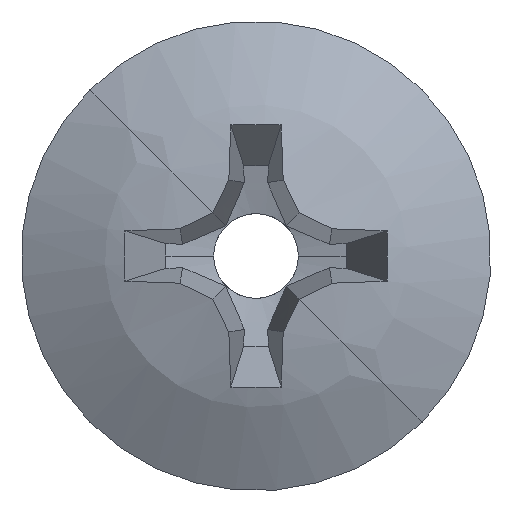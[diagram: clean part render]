
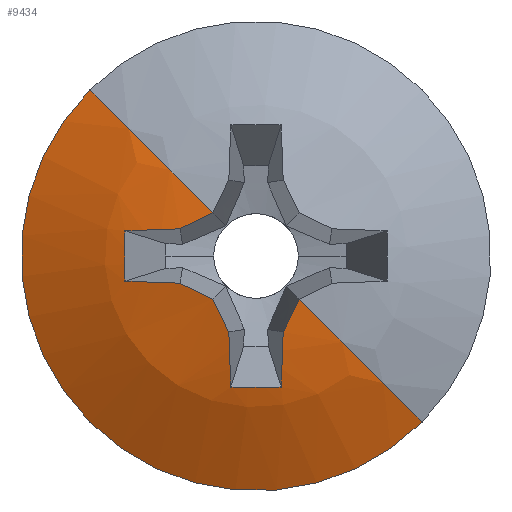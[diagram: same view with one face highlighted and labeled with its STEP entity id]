
A CAD part, left-side view. The second image highlights one B-rep face of the part: STEP entity #9434.
In plain terms, the highlighted spherical face has radius 3.842 mm.
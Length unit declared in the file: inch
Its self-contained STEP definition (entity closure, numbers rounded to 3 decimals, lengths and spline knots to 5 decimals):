
#4269=CARTESIAN_POINT('',(0.0911,0.00973,
0.00973));
#4270=DIRECTION('',(-0.155,0.699,0.699));
#4271=DIRECTION('',(-0.943,0.106,-0.316));
#4272=AXIS2_PLACEMENT_3D('',#4269,#4270,#4271);
#4274=CARTESIAN_POINT('',(-0.05655,0.,-0.02088));
#4275=CARTESIAN_POINT('',(-0.05649,0.00129,
-0.02134));
#4276=CARTESIAN_POINT('',(-0.05632,0.00386,
-0.02225));
#4277=CARTESIAN_POINT('',(-0.05598,0.00763,
-0.02356));
#4278=CARTESIAN_POINT('',(-0.05564,0.01042,
-0.02453));
#4279=CARTESIAN_POINT('',(-0.05544,0.01187,
-0.02502));
#4281=CARTESIAN_POINT('',(-0.05544,-0.01187,
-0.02502));
#4282=CARTESIAN_POINT('',(-0.05564,-0.01041,
-0.02452));
#4283=CARTESIAN_POINT('',(-0.05598,-0.00761,
-0.02356));
#4284=CARTESIAN_POINT('',(-0.05633,-0.00383,
-0.02224));
#4285=CARTESIAN_POINT('',(-0.05649,-0.00128,
-0.02134));
#4286=CARTESIAN_POINT('',(-0.05655,0.,-0.02088));
#4288=CARTESIAN_POINT('',(0.0911,-0.00973,
0.00973));
#4289=DIRECTION('',(-0.155,-0.699,0.699));
#4290=DIRECTION('',(-0.973,-0.014,-0.231));
#4291=AXIS2_PLACEMENT_3D('',#4288,#4289,#4290);
#4293=CARTESIAN_POINT('',(0.08185,0.0159,
0.0159));
#4294=DIRECTION('',(-0.453,0.631,0.631));
#4295=DIRECTION('',(-0.89,-0.279,-0.36));
#4296=AXIS2_PLACEMENT_3D('',#4293,#4294,#4295);
#4298=CARTESIAN_POINT('',(0.0911,0.00973,
-0.00973));
#4299=DIRECTION('',(-0.155,0.699,-0.699));
#4300=DIRECTION('',(-0.943,-0.316,-0.106));
#4301=AXIS2_PLACEMENT_3D('',#4298,#4299,#4300);
#4303=CARTESIAN_POINT('',(-0.05655,-0.02088,0.));
#4304=CARTESIAN_POINT('',(-0.05649,-0.02132,
-0.00122));
#4305=CARTESIAN_POINT('',(-0.05634,-0.02219,
-0.00369));
#4306=CARTESIAN_POINT('',(-0.05597,-0.02358,
-0.00767));
#4307=CARTESIAN_POINT('',(-0.05564,-0.02453,
-0.01044));
#4308=CARTESIAN_POINT('',(-0.05544,-0.02502,
-0.01187));
#4310=CARTESIAN_POINT('',(0.09326,0.,0.));
#4311=DIRECTION('',(0.,0.,-1.));
#4312=DIRECTION('',(-0.847,-0.532,0.));
#4313=AXIS2_PLACEMENT_3D('',#4310,#4311,#4312);
#4315=CARTESIAN_POINT('',(-0.0348,0.,0.));
#4316=DIRECTION('',(-1.,0.,0.));
#4317=DIRECTION('',(0.,1.,0.));
#4318=AXIS2_PLACEMENT_3D('',#4315,#4316,#4317);
#4320=CARTESIAN_POINT('',(0.09326,0.,0.));
#4321=DIRECTION('',(0.,0.,1.));
#4322=DIRECTION('',(-0.847,0.532,0.));
#4323=AXIS2_PLACEMENT_3D('',#4320,#4321,#4322);
#4325=CARTESIAN_POINT('',(-0.05544,0.02502,
-0.01187));
#4326=CARTESIAN_POINT('',(-0.05564,0.02453,
-0.01044));
#4327=CARTESIAN_POINT('',(-0.05597,0.02358,
-0.00767));
#4328=CARTESIAN_POINT('',(-0.05634,0.02219,
-0.00369));
#4329=CARTESIAN_POINT('',(-0.05649,0.02132,
-0.00122));
#4330=CARTESIAN_POINT('',(-0.05655,0.02088,0.));
#4332=CARTESIAN_POINT('',(0.0911,-0.00973,
-0.00973));
#4333=DIRECTION('',(0.155,0.699,0.699));
#4334=DIRECTION('',(-0.943,0.316,-0.106));
#4335=AXIS2_PLACEMENT_3D('',#4332,#4333,#4334);
#4337=CARTESIAN_POINT('',(0.08185,-0.0159,
0.0159));
#4338=DIRECTION('',(0.453,0.631,-0.631));
#4339=DIRECTION('',(-0.89,0.279,-0.36));
#4340=AXIS2_PLACEMENT_3D('',#4337,#4338,#4339);
#4451=CARTESIAN_POINT('',(-0.05655,-0.02088,0.));
#4497=CARTESIAN_POINT('',(-0.05655,0.02088,0.));
#4724=CARTESIAN_POINT('',(-0.0348,0.0805,0.));
#4726=VERTEX_POINT('',#4724);
#4728=CARTESIAN_POINT('',(-0.0348,-0.0805,0.));
#4730=VERTEX_POINT('',#4728);
#4829=VERTEX_POINT('',#4451);
#4844=VERTEX_POINT('',#4497);
#4845=CARTESIAN_POINT('',(-0.05092,0.02568,
-0.03783));
#4846=CARTESIAN_POINT('',(-0.05544,0.01187,
-0.02502));
#4847=VERTEX_POINT('',#4845);
#4848=VERTEX_POINT('',#4846);
#4849=VERTEX_POINT('',#4274);
#4850=VERTEX_POINT('',#4281);
#4851=CARTESIAN_POINT('',(-0.05092,-0.02568,
-0.03783));
#4852=VERTEX_POINT('',#4851);
#4853=CARTESIAN_POINT('',(-0.05092,-0.03783,
-0.02568));
#4854=VERTEX_POINT('',#4853);
#4855=CARTESIAN_POINT('',(-0.05544,-0.02502,
-0.01187));
#4856=VERTEX_POINT('',#4855);
#4857=VERTEX_POINT('',#4325);
#4858=CARTESIAN_POINT('',(-0.05092,0.03783,
-0.02568));
#4859=VERTEX_POINT('',#4858);
#9402=CARTESIAN_POINT('',(0.09326,0.,0.));
#9403=DIRECTION('',(1.,0.,0.));
#9404=DIRECTION('',(0.,-1.,0.));
#9405=AXIS2_PLACEMENT_3D('',#9402,#9403,#9404);
#9406=SPHERICAL_SURFACE('',#9405,0.15126);
#9408=ORIENTED_EDGE('',*,*,#9407,.T.);
#9410=ORIENTED_EDGE('',*,*,#9409,.F.);
#9412=ORIENTED_EDGE('',*,*,#9411,.F.);
#9414=ORIENTED_EDGE('',*,*,#9413,.T.);
#9416=ORIENTED_EDGE('',*,*,#9415,.T.);
#9418=ORIENTED_EDGE('',*,*,#9417,.T.);
#9420=ORIENTED_EDGE('',*,*,#9419,.F.);
#9422=ORIENTED_EDGE('',*,*,#9421,.F.);
#9423=ORIENTED_EDGE('',*,*,#9395,.F.);
#9425=ORIENTED_EDGE('',*,*,#9424,.T.);
#9427=ORIENTED_EDGE('',*,*,#9426,.F.);
#9429=ORIENTED_EDGE('',*,*,#9428,.F.);
#9431=ORIENTED_EDGE('',*,*,#9430,.F.);
#9432=EDGE_LOOP('',(#9408,#9410,#9412,#9414,#9416,#9418,#9420,#9422,#9423,#9425,
#9427,#9429,#9431));
#9433=FACE_OUTER_BOUND('',#9432,.F.);
#4273=CIRCLE('',#4272,0.15062);
#4280=B_SPLINE_CURVE_WITH_KNOTS('',3,(#4274,#4275,#4276,#4277,#4278,#4279),
.UNSPECIFIED.,.F.,.F.,(4,1,1,4),(0.,0.33333,0.66667,1.),
.UNSPECIFIED.);
#4287=B_SPLINE_CURVE_WITH_KNOTS('',3,(#4281,#4282,#4283,#4284,#4285,#4286),
.UNSPECIFIED.,.F.,.F.,(4,1,1,4),(0.,0.33333,0.66667,1.),
.UNSPECIFIED.);
#4292=CIRCLE('',#4291,0.15062);
#4297=CIRCLE('',#4296,0.14914);
#4302=CIRCLE('',#4301,0.15062);
#4309=B_SPLINE_CURVE_WITH_KNOTS('',3,(#4303,#4304,#4305,#4306,#4307,#4308),
.UNSPECIFIED.,.F.,.F.,(4,1,1,4),(0.,0.33333,0.66667,1.),
.UNSPECIFIED.);
#4314=CIRCLE('',#4313,0.15126);
#4319=CIRCLE('',#4318,0.0805);
#4324=CIRCLE('',#4323,0.15126);
#4331=B_SPLINE_CURVE_WITH_KNOTS('',3,(#4325,#4326,#4327,#4328,#4329,#4330),
.UNSPECIFIED.,.F.,.F.,(4,1,1,4),(0.,0.33333,0.66667,1.),
.UNSPECIFIED.);
#4336=CIRCLE('',#4335,0.15062);
#4341=CIRCLE('',#4340,0.14914);
#9395=EDGE_CURVE('',#4726,#4730,#4319,.T.);
#9407=EDGE_CURVE('',#4847,#4848,#4273,.T.);
#9409=EDGE_CURVE('',#4849,#4848,#4280,.T.);
#9411=EDGE_CURVE('',#4850,#4849,#4287,.T.);
#9413=EDGE_CURVE('',#4850,#4852,#4292,.T.);
#9415=EDGE_CURVE('',#4852,#4854,#4297,.T.);
#9417=EDGE_CURVE('',#4854,#4856,#4302,.T.);
#9419=EDGE_CURVE('',#4829,#4856,#4309,.T.);
#9421=EDGE_CURVE('',#4730,#4829,#4314,.T.);
#9424=EDGE_CURVE('',#4726,#4844,#4324,.T.);
#9426=EDGE_CURVE('',#4857,#4844,#4331,.T.);
#9428=EDGE_CURVE('',#4859,#4857,#4336,.T.);
#9430=EDGE_CURVE('',#4847,#4859,#4341,.T.);
#9434=ADVANCED_FACE('',(#9433),#9406,.T.);
